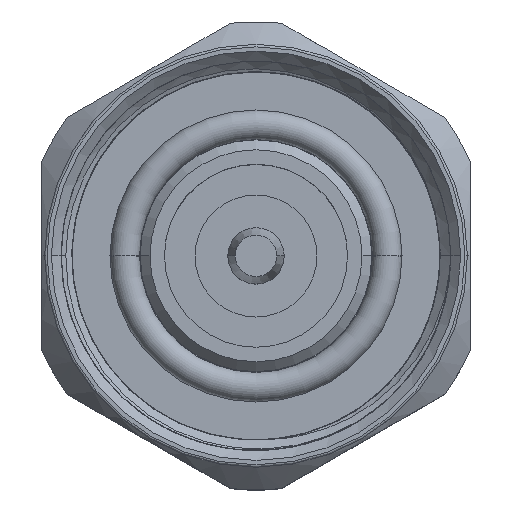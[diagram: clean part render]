
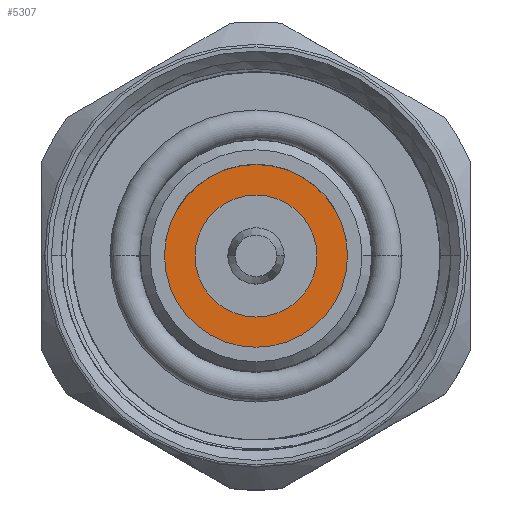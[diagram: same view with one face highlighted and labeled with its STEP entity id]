
A CAD part, top view. The second image highlights one B-rep face of the part: STEP entity #5307.
In plain terms, the highlighted face is planar.
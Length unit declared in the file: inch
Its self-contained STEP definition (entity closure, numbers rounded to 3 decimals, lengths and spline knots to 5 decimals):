
#314 = DIRECTION ( 'NONE',  ( -1., 0., 0. ) ) ;
#363 = EDGE_CURVE ( 'NONE', #7472, #6412, #5949, .T. ) ;
#614 = AXIS2_PLACEMENT_3D ( 'NONE', #8006, #2166, #5435 ) ;
#1147 = CARTESIAN_POINT ( 'NONE',  ( 0.305, 0., -0.185 ) ) ;
#1226 = DIRECTION ( 'NONE',  ( 1., 0., 0. ) ) ;
#1254 = CARTESIAN_POINT ( 'NONE',  ( 0.305, 0., 0.12329 ) ) ;
#1267 = CARTESIAN_POINT ( 'NONE',  ( 0.305, 0., 0. ) ) ;
#2166 = DIRECTION ( 'NONE',  ( 1., 0., 0. ) ) ;
#2181 = EDGE_LOOP ( 'NONE', ( #3754, #9736 ) ) ;
#2530 = EDGE_CURVE ( 'NONE', #6412, #7472, #5928, .T. ) ;
#3704 = AXIS2_PLACEMENT_3D ( 'NONE', #4307, #6809, #10090 ) ;
#3754 = ORIENTED_EDGE ( 'NONE', *, *, #5866, .F. ) ;
#4307 = CARTESIAN_POINT ( 'NONE',  ( 0.305, 0., 0. ) ) ;
#4424 = ORIENTED_EDGE ( 'NONE', *, *, #2530, .F. ) ;
#4561 = CARTESIAN_POINT ( 'NONE',  ( 0.305, 0., 0. ) ) ;
#4640 = EDGE_CURVE ( 'NONE', #9399, #9187, #10915, .T. ) ;
#4941 = EDGE_LOOP ( 'NONE', ( #6351, #4424 ) ) ;
#5089 = CIRCLE ( 'NONE', #6839, 0.185 ) ;
#5187 = DIRECTION ( 'NONE',  ( -1., 0., 0. ) ) ;
#5307 = ADVANCED_FACE ( 'NONE', ( #8813, #10777 ), #10258, .T. ) ;
#5435 = DIRECTION ( 'NONE',  ( 0., 0., 1. ) ) ;
#5866 = EDGE_CURVE ( 'NONE', #9187, #9399, #5089, .T. ) ;
#5928 = CIRCLE ( 'NONE', #9778, 0.12329 ) ;
#5949 = CIRCLE ( 'NONE', #3704, 0.12329 ) ;
#6351 = ORIENTED_EDGE ( 'NONE', *, *, #363, .F. ) ;
#6412 = VERTEX_POINT ( 'NONE', #1254 ) ;
#6742 = CARTESIAN_POINT ( 'NONE',  ( 0.305, 0., 0. ) ) ;
#6809 = DIRECTION ( 'NONE',  ( -1., 0., 0. ) ) ;
#6839 = AXIS2_PLACEMENT_3D ( 'NONE', #1267, #1226, #7163 ) ;
#7163 = DIRECTION ( 'NONE',  ( 0., 0., 1. ) ) ;
#7174 = CARTESIAN_POINT ( 'NONE',  ( 0.305, 0., 0.185 ) ) ;
#7472 = VERTEX_POINT ( 'NONE', #8546 ) ;
#8006 = CARTESIAN_POINT ( 'NONE',  ( 0.305, 0., 0. ) ) ;
#8546 = CARTESIAN_POINT ( 'NONE',  ( 0.305, 0., -0.12329 ) ) ;
#8813 = FACE_BOUND ( 'NONE', #4941, .T. ) ;
#9187 = VERTEX_POINT ( 'NONE', #1147 ) ;
#9336 = DIRECTION ( 'NONE',  ( 0., 0., 1. ) ) ;
#9399 = VERTEX_POINT ( 'NONE', #7174 ) ;
#9506 = DIRECTION ( 'NONE',  ( 0., 0., 1. ) ) ;
#9736 = ORIENTED_EDGE ( 'NONE', *, *, #4640, .F. ) ;
#9778 = AXIS2_PLACEMENT_3D ( 'NONE', #4561, #314, #9506 ) ;
#10090 = DIRECTION ( 'NONE',  ( 0., 0., 1. ) ) ;
#10147 = AXIS2_PLACEMENT_3D ( 'NONE', #6742, #5187, #9336 ) ;
#10258 = PLANE ( 'NONE',  #10147 ) ;
#10777 = FACE_OUTER_BOUND ( 'NONE', #2181, .T. ) ;
#10915 = CIRCLE ( 'NONE', #614, 0.185 ) ;
